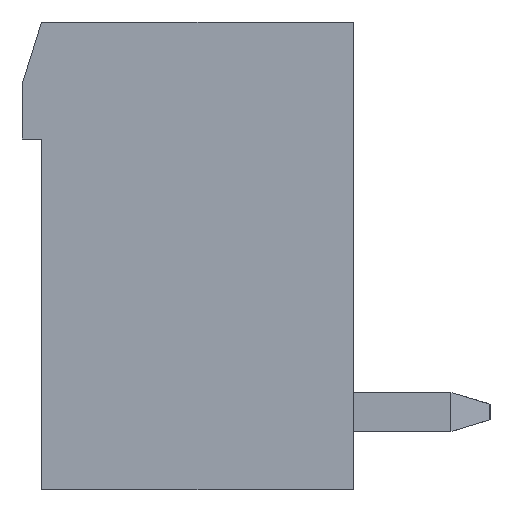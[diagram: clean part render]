
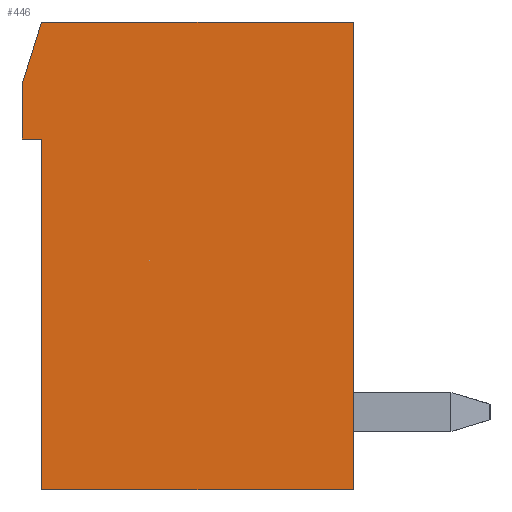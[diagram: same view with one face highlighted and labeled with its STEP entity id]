
A CAD part, left-side view. The second image highlights one B-rep face of the part: STEP entity #446.
In plain terms, the highlighted planar face has unit normal (-1, 0, 0).
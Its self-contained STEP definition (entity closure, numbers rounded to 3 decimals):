
#446 = ADVANCED_FACE( '', ( #1088 ), #1089, .T. );
#1088 = FACE_OUTER_BOUND( '', #1987, .T. );
#1089 = PLANE( '', #1988 );
#1987 = EDGE_LOOP( '', ( #3233, #3234, #3235, #3236, #3237, #3238, #3239 ) );
#1988 = AXIS2_PLACEMENT_3D( '', #3240, #3241, #3242 );
#3233 = ORIENTED_EDGE( '', *, *, #5767, .F. );
#3234 = ORIENTED_EDGE( '', *, *, #5768, .T. );
#3235 = ORIENTED_EDGE( '', *, *, #5769, .F. );
#3236 = ORIENTED_EDGE( '', *, *, #5770, .F. );
#3237 = ORIENTED_EDGE( '', *, *, #5771, .T. );
#3238 = ORIENTED_EDGE( '', *, *, #5772, .T. );
#3239 = ORIENTED_EDGE( '', *, *, #5773, .T. );
#3240 = CARTESIAN_POINT( '', ( -16., 0., 0. ) );
#3241 = DIRECTION( '', ( -1., 0., 0. ) );
#3242 = DIRECTION( '', ( 0., 0., 1. ) );
#5767 = EDGE_CURVE( '', #6923, #6924, #6925, .T. );
#5768 = EDGE_CURVE( '', #6923, #6926, #6927, .T. );
#5769 = EDGE_CURVE( '', #6928, #6926, #6929, .T. );
#5770 = EDGE_CURVE( '', #6930, #6928, #6931, .T. );
#5771 = EDGE_CURVE( '', #6930, #6932, #6933, .T. );
#5772 = EDGE_CURVE( '', #6932, #6934, #6935, .T. );
#5773 = EDGE_CURVE( '', #6934, #6924, #6936, .T. );
#6923 = VERTEX_POINT( '', #8571 );
#6924 = VERTEX_POINT( '', #8572 );
#6925 = LINE( '', #8573, #8574 );
#6926 = VERTEX_POINT( '', #8575 );
#6927 = LINE( '', #8576, #8577 );
#6928 = VERTEX_POINT( '', #8578 );
#6929 = LINE( '', #8579, #8580 );
#6930 = VERTEX_POINT( '', #8581 );
#6931 = LINE( '', #8582, #8583 );
#6932 = VERTEX_POINT( '', #8584 );
#6933 = LINE( '', #8585, #8586 );
#6934 = VERTEX_POINT( '', #8587 );
#6935 = LINE( '', #8588, #8589 );
#6936 = LINE( '', #8590, #8591 );
#8571 = CARTESIAN_POINT( '', ( -16., 4.25, 4.4 ) );
#8572 = CARTESIAN_POINT( '', ( -16., 3.75, 6. ) );
#8573 = CARTESIAN_POINT( '', ( -16., 5.125, 1.601 ) );
#8574 = VECTOR( '', #10532, 1000. );
#8575 = CARTESIAN_POINT( '', ( -16., 4.25, 3. ) );
#8576 = CARTESIAN_POINT( '', ( -16., 4.25, 6. ) );
#8577 = VECTOR( '', #10533, 1000. );
#8578 = CARTESIAN_POINT( '', ( -16., 3.75, 3. ) );
#8579 = CARTESIAN_POINT( '', ( -16., 0., 3. ) );
#8580 = VECTOR( '', #10534, 1000. );
#8581 = CARTESIAN_POINT( '', ( -16., 3.75, -6. ) );
#8582 = CARTESIAN_POINT( '', ( -16., 3.75, 0. ) );
#8583 = VECTOR( '', #10535, 1000. );
#8584 = CARTESIAN_POINT( '', ( -16., -4.25, -6. ) );
#8585 = CARTESIAN_POINT( '', ( -16., 4.25, -6. ) );
#8586 = VECTOR( '', #10536, 1000. );
#8587 = CARTESIAN_POINT( '', ( -16., -4.25, 6. ) );
#8588 = CARTESIAN_POINT( '', ( -16., -4.25, -6. ) );
#8589 = VECTOR( '', #10537, 1000. );
#8590 = CARTESIAN_POINT( '', ( -16., -4.25, 6. ) );
#8591 = VECTOR( '', #10538, 1000. );
#10532 = DIRECTION( '', ( 0., -0.298, 0.954 ) );
#10533 = DIRECTION( '', ( 0., 0., -1. ) );
#10534 = DIRECTION( '', ( 0., 1., 0. ) );
#10535 = DIRECTION( '', ( 0., 0., 1. ) );
#10536 = DIRECTION( '', ( 0., -1., 0. ) );
#10537 = DIRECTION( '', ( 0., 0., 1. ) );
#10538 = DIRECTION( '', ( 0., 1., 0. ) );
